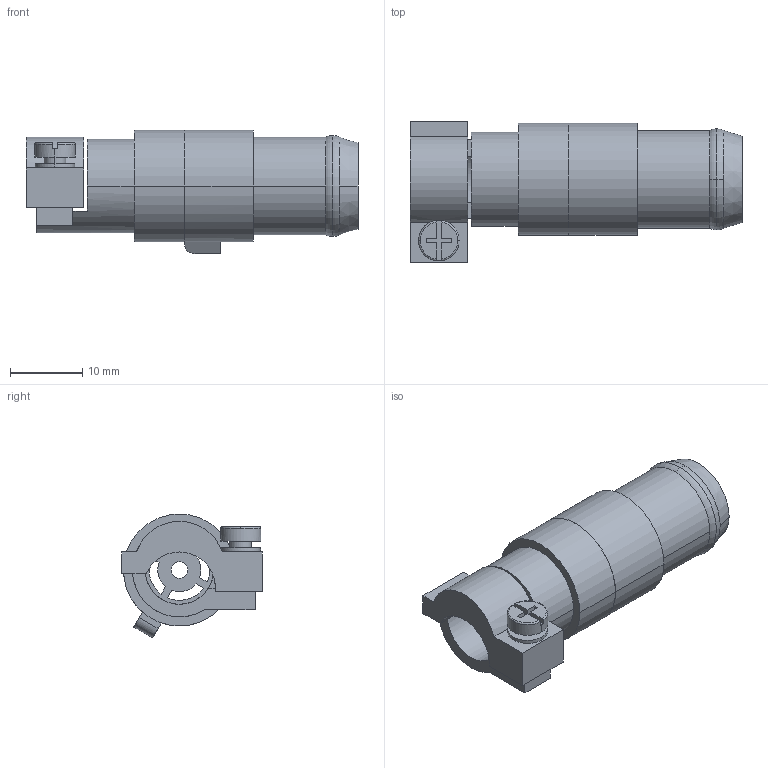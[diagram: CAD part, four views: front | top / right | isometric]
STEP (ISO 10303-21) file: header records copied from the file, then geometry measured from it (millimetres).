
FILE_DESCRIPTION((''),'2;1');
FILE_NAME('CX 01 BF.stp','2006-12-08T08:07:49',('gembarski'),(''),'Autodesk Inventor 7','Autodesk Inventor 7','');
FILE_SCHEMA(('AUTOMOTIVE_DESIGN { 1 0 10303 214 1 1 1 1 }'));
Length unit declared in the file: millimetre
Products named in the file (1): CX 01 BF
Bounding box: 46 x 19.5 x 17.16 mm (x, y, z)
Volume: 5234.2 mm3; surface area: 4878 mm2
Topology: 1 solids, 1 shells, 104 faces, 277 edges, 184 vertices
Faces by surface type: plane 54, cylinder 38, torus 8, cone 2, bspline 2
Entity records: 3398 total; most frequent: CARTESIAN_POINT 650, DIRECTION 595, ORIENTED_EDGE 554, EDGE_CURVE 277, AXIS2_PLACEMENT_3D 221, VERTEX_POINT 184, VECTOR 153, LINE 153
